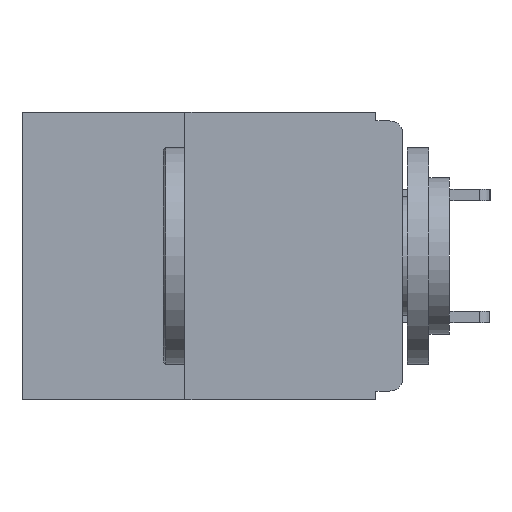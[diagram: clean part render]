
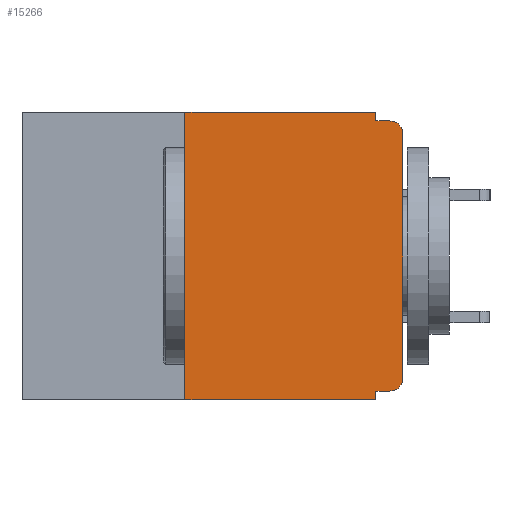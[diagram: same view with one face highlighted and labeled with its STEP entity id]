
A CAD part, left-side view. The second image highlights one B-rep face of the part: STEP entity #15266.
In plain terms, the highlighted planar face has unit normal (-1, 0, 0).
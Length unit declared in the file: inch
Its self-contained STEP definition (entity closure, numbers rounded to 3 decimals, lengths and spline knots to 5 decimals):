
#173 = DIRECTION ( 'NONE',  ( 0., 0., -1. ) ) ;
#237 = EDGE_CURVE ( 'NONE', #13597, #7033, #13663, .T. ) ;
#374 = EDGE_CURVE ( 'NONE', #2578, #10211, #5227, .T. ) ;
#493 = EDGE_CURVE ( 'NONE', #14585, #13597, #3231, .T. ) ;
#598 = EDGE_CURVE ( 'NONE', #2578, #2109, #12666, .T. ) ;
#1149 = VERTEX_POINT ( 'NONE', #11462 ) ;
#1185 = CARTESIAN_POINT ( 'NONE',  ( 0., 0.015, -0.025 ) ) ;
#1464 = ORIENTED_EDGE ( 'NONE', *, *, #2107, .T. ) ;
#1839 = LINE ( 'NONE', #13472, #2005 ) ;
#1878 = VERTEX_POINT ( 'NONE', #12088 ) ;
#1900 = EDGE_CURVE ( 'NONE', #2109, #14585, #14204, .T. ) ;
#2005 = VECTOR ( 'NONE', #4496, 39.37008 ) ;
#2053 = ORIENTED_EDGE ( 'NONE', *, *, #237, .F. ) ;
#2107 = EDGE_CURVE ( 'NONE', #1149, #7033, #13218, .T. ) ;
#2109 = VERTEX_POINT ( 'NONE', #11446 ) ;
#2148 = DIRECTION ( 'NONE',  ( 1., 0., 0. ) ) ;
#2578 = VERTEX_POINT ( 'NONE', #8585 ) ;
#2828 = VECTOR ( 'NONE', #5153, 39.37008 ) ;
#2848 = CARTESIAN_POINT ( 'NONE',  ( 0., 0., -0.305 ) ) ;
#3231 = LINE ( 'NONE', #14338, #15947 ) ;
#3238 = CARTESIAN_POINT ( 'NONE',  ( 0., 0.031, 0. ) ) ;
#3997 = ORIENTED_EDGE ( 'NONE', *, *, #9555, .T. ) ;
#4224 = ORIENTED_EDGE ( 'NONE', *, *, #8941, .T. ) ;
#4316 = CIRCLE ( 'NONE', #14295, 0.015 ) ;
#4496 = DIRECTION ( 'NONE',  ( 0., 0., -1. ) ) ;
#4610 = CARTESIAN_POINT ( 'NONE',  ( 0., 0.437, 0. ) ) ;
#5012 = EDGE_LOOP ( 'NONE', ( #4224, #1464, #2053, #9433, #5015, #7835, #14173, #15537, #13614, #3997 ) ) ;
#5015 = ORIENTED_EDGE ( 'NONE', *, *, #1900, .F. ) ;
#5153 = DIRECTION ( 'NONE',  ( 0., -1., 0. ) ) ;
#5227 = LINE ( 'NONE', #9592, #8244 ) ;
#5841 = CARTESIAN_POINT ( 'NONE',  ( 0., 0.015, -0.01 ) ) ;
#5867 = PLANE ( 'NONE',  #5875 ) ;
#5875 = AXIS2_PLACEMENT_3D ( 'NONE', #4610, #2148, #11098 ) ;
#5983 = DIRECTION ( 'NONE',  ( 0., 0., 1. ) ) ;
#7033 = VERTEX_POINT ( 'NONE', #5841 ) ;
#7146 = CARTESIAN_POINT ( 'NONE',  ( 0., 0.25, -0.33 ) ) ;
#7460 = DIRECTION ( 'NONE',  ( 0., 0., -1. ) ) ;
#7764 = DIRECTION ( 'NONE',  ( -1., 0., 0. ) ) ;
#7835 = ORIENTED_EDGE ( 'NONE', *, *, #598, .F. ) ;
#7994 = DIRECTION ( 'NONE',  ( -1., 0., 0. ) ) ;
#8084 = AXIS2_PLACEMENT_3D ( 'NONE', #1185, #7994, #7460 ) ;
#8244 = VECTOR ( 'NONE', #9461, 39.37008 ) ;
#8555 = DIRECTION ( 'NONE',  ( 0., 1., 0. ) ) ;
#8580 = CARTESIAN_POINT ( 'NONE',  ( 0., 0.031, -0.32 ) ) ;
#8585 = CARTESIAN_POINT ( 'NONE',  ( 0., 0.25, -0.33 ) ) ;
#8814 = EDGE_CURVE ( 'NONE', #1878, #9992, #14728, .T. ) ;
#8917 = CARTESIAN_POINT ( 'NONE',  ( 0., 0.031, -0.01 ) ) ;
#8941 = EDGE_CURVE ( 'NONE', #13726, #1149, #10166, .T. ) ;
#9433 = ORIENTED_EDGE ( 'NONE', *, *, #493, .F. ) ;
#9461 = DIRECTION ( 'NONE',  ( 0., -1., 0. ) ) ;
#9555 = EDGE_CURVE ( 'NONE', #1878, #13726, #4316, .T. ) ;
#9592 = CARTESIAN_POINT ( 'NONE',  ( 0., 0.437, -0.33 ) ) ;
#9992 = VERTEX_POINT ( 'NONE', #8580 ) ;
#10166 = LINE ( 'NONE', #13985, #16054 ) ;
#10211 = VERTEX_POINT ( 'NONE', #15330 ) ;
#10461 = DIRECTION ( 'NONE',  ( 0., -1., 0. ) ) ;
#10683 = VECTOR ( 'NONE', #10461, 39.37008 ) ;
#11098 = DIRECTION ( 'NONE',  ( 0., 0., -1. ) ) ;
#11148 = FACE_OUTER_BOUND ( 'NONE', #5012, .T. ) ;
#11392 = VECTOR ( 'NONE', #8555, 39.37008 ) ;
#11446 = CARTESIAN_POINT ( 'NONE',  ( 0., 0.25, 0. ) ) ;
#11462 = CARTESIAN_POINT ( 'NONE',  ( 0., 0., -0.025 ) ) ;
#12088 = CARTESIAN_POINT ( 'NONE',  ( 0., 0.015, -0.32 ) ) ;
#12284 = VECTOR ( 'NONE', #5983, 39.37008 ) ;
#12405 = CARTESIAN_POINT ( 'NONE',  ( 0., 0.437, 0. ) ) ;
#12666 = LINE ( 'NONE', #7146, #12284 ) ;
#13092 = EDGE_CURVE ( 'NONE', #9992, #10211, #1839, .T. ) ;
#13218 = CIRCLE ( 'NONE', #8084, 0.015 ) ;
#13472 = CARTESIAN_POINT ( 'NONE',  ( 0., 0.031, -0.33 ) ) ;
#13597 = VERTEX_POINT ( 'NONE', #8917 ) ;
#13614 = ORIENTED_EDGE ( 'NONE', *, *, #8814, .F. ) ;
#13641 = DIRECTION ( 'NONE',  ( 0., 0., -1. ) ) ;
#13663 = LINE ( 'NONE', #15870, #10683 ) ;
#13713 = CARTESIAN_POINT ( 'NONE',  ( 0., 0., -0.32 ) ) ;
#13726 = VERTEX_POINT ( 'NONE', #2848 ) ;
#13985 = CARTESIAN_POINT ( 'NONE',  ( 0., 0., 0. ) ) ;
#14173 = ORIENTED_EDGE ( 'NONE', *, *, #374, .T. ) ;
#14204 = LINE ( 'NONE', #12405, #2828 ) ;
#14295 = AXIS2_PLACEMENT_3D ( 'NONE', #15351, #7764, #173 ) ;
#14338 = CARTESIAN_POINT ( 'NONE',  ( 0., 0.031, 0. ) ) ;
#14585 = VERTEX_POINT ( 'NONE', #3238 ) ;
#14728 = LINE ( 'NONE', #13713, #11392 ) ;
#15266 = ADVANCED_FACE ( 'NONE', ( #11148 ), #5867, .F. ) ;
#15330 = CARTESIAN_POINT ( 'NONE',  ( 0., 0.031, -0.33 ) ) ;
#15351 = CARTESIAN_POINT ( 'NONE',  ( 0., 0.015, -0.305 ) ) ;
#15430 = DIRECTION ( 'NONE',  ( 0., 0., 1. ) ) ;
#15537 = ORIENTED_EDGE ( 'NONE', *, *, #13092, .F. ) ;
#15870 = CARTESIAN_POINT ( 'NONE',  ( 0., 0., -0.01 ) ) ;
#15947 = VECTOR ( 'NONE', #13641, 39.37008 ) ;
#16054 = VECTOR ( 'NONE', #15430, 39.37008 ) ;
